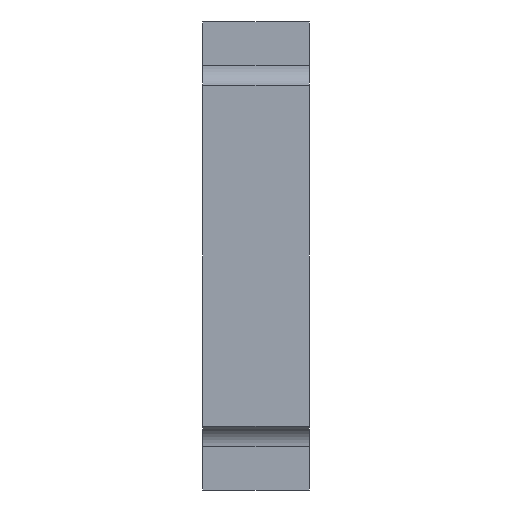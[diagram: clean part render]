
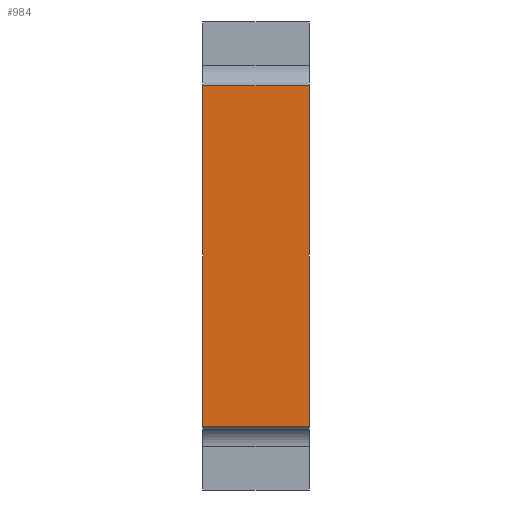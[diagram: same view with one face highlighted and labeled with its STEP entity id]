
A CAD part, left-side view. The second image highlights one B-rep face of the part: STEP entity #984.
In plain terms, the highlighted planar face has unit normal (-1, 0, 0).
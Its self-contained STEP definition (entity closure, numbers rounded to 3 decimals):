
#34=PLANE('',#1080);
#84=FACE_OUTER_BOUND('',#134,.T.);
#134=EDGE_LOOP('',(#785,#786,#787,#788));
#206=LINE('',#1553,#318);
#208=LINE('',#1562,#320);
#229=LINE('',#1606,#341);
#230=LINE('',#1607,#342);
#318=VECTOR('',#1262,10.);
#320=VECTOR('',#1270,10.);
#341=VECTOR('',#1313,10.);
#342=VECTOR('',#1314,10.);
#470=VERTEX_POINT('',#1547);
#472=VERTEX_POINT('',#1551);
#473=VERTEX_POINT('',#1555);
#476=VERTEX_POINT('',#1560);
#586=EDGE_CURVE('',#470,#472,#206,.T.);
#590=EDGE_CURVE('',#476,#473,#208,.T.);
#613=EDGE_CURVE('',#470,#476,#229,.T.);
#614=EDGE_CURVE('',#473,#472,#230,.T.);
#785=ORIENTED_EDGE('',*,*,#613,.F.);
#786=ORIENTED_EDGE('',*,*,#586,.T.);
#787=ORIENTED_EDGE('',*,*,#614,.F.);
#788=ORIENTED_EDGE('',*,*,#590,.F.);
#984=ADVANCED_FACE('',(#84),#34,.T.);
#1080=AXIS2_PLACEMENT_3D('',#1605,#1311,#1312);
#1262=DIRECTION('',(0.,1.,0.));
#1270=DIRECTION('',(0.,1.,0.));
#1311=DIRECTION('center_axis',(-1.,0.,0.));
#1312=DIRECTION('ref_axis',(0.,0.,1.));
#1313=DIRECTION('',(0.,0.,-1.));
#1314=DIRECTION('',(0.,0.,1.));
#1547=CARTESIAN_POINT('',(0.075,0.,1.6));
#1551=CARTESIAN_POINT('',(0.075,0.5,1.6));
#1553=CARTESIAN_POINT('',(0.075,0.,1.6));
#1555=CARTESIAN_POINT('',(0.075,0.5,0.));
#1560=CARTESIAN_POINT('',(0.075,0.,0.));
#1562=CARTESIAN_POINT('',(0.075,0.,0.));
#1605=CARTESIAN_POINT('Origin',(0.075,0.,0.));
#1606=CARTESIAN_POINT('',(0.075,0.,0.8));
#1607=CARTESIAN_POINT('',(0.075,0.5,0.8));
